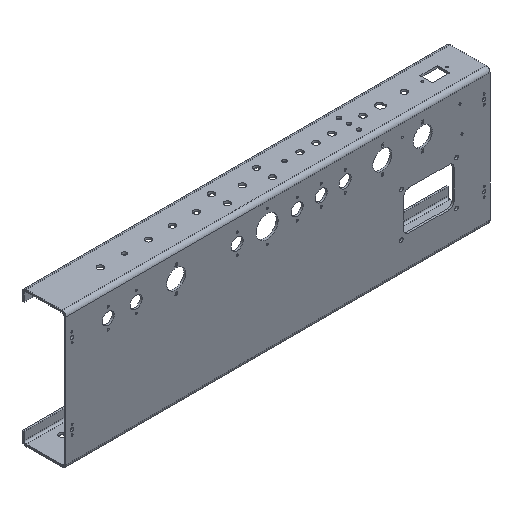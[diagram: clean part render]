
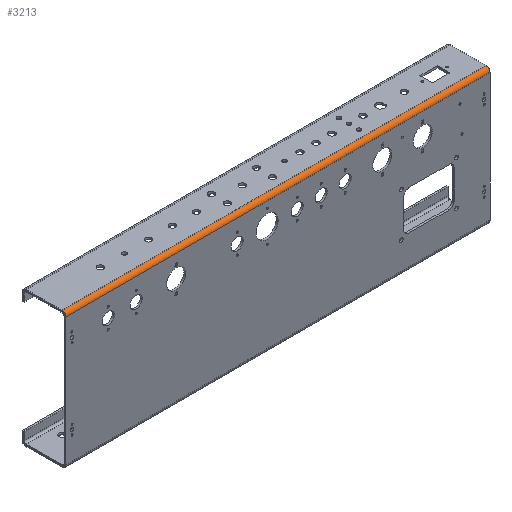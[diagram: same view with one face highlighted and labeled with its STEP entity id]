
A CAD part, isometric view. The second image highlights one B-rep face of the part: STEP entity #3213.
In plain terms, the highlighted cylindrical face has radius 6.35 mm (diameter 12.7 mm), a partial arc.
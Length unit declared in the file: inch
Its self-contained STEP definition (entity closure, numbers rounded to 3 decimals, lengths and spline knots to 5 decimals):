
#466=CIRCLE('',#3587,0.25);
#467=CIRCLE('',#3588,0.25);
#567=CYLINDRICAL_SURFACE('',#3586,0.25);
#724=FACE_OUTER_BOUND('',#1014,.T.);
#1014=EDGE_LOOP('',(#2730,#2731,#2732,#2733));
#1344=LINE('',#5325,#1532);
#1345=LINE('',#5329,#1533);
#1532=VECTOR('',#4464,0.3937);
#1533=VECTOR('',#4467,0.3937);
#1829=VERTEX_POINT('',#5299);
#1831=VERTEX_POINT('',#5307);
#1836=VERTEX_POINT('',#5326);
#1837=VERTEX_POINT('',#5328);
#2204=EDGE_CURVE('',#1829,#1831,#1344,.T.);
#2205=EDGE_CURVE('',#1836,#1829,#466,.T.);
#2206=EDGE_CURVE('',#1837,#1836,#1345,.T.);
#2207=EDGE_CURVE('',#1831,#1837,#467,.T.);
#2730=ORIENTED_EDGE('',*,*,#2204,.F.);
#2731=ORIENTED_EDGE('',*,*,#2205,.F.);
#2732=ORIENTED_EDGE('',*,*,#2206,.F.);
#2733=ORIENTED_EDGE('',*,*,#2207,.F.);
#3213=ADVANCED_FACE('',(#724),#567,.T.);
#3586=AXIS2_PLACEMENT_3D('',#5324,#4462,#4463);
#3587=AXIS2_PLACEMENT_3D('',#5327,#4465,#4466);
#3588=AXIS2_PLACEMENT_3D('',#5330,#4468,#4469);
#4462=DIRECTION('center_axis',(-1.,0.,0.));
#4463=DIRECTION('ref_axis',(0.,-1.,0.));
#4464=DIRECTION('',(1.,0.,0.));
#4465=DIRECTION('center_axis',(-1.,0.,0.));
#4466=DIRECTION('ref_axis',(0.,-1.,0.));
#4467=DIRECTION('',(-1.,0.,0.));
#4468=DIRECTION('center_axis',(1.,0.,0.));
#4469=DIRECTION('ref_axis',(0.,0.,1.));
#5299=CARTESIAN_POINT('',(0.,0.25,0.));
#5307=CARTESIAN_POINT('',(26.5,0.25,0.));
#5324=CARTESIAN_POINT('Origin',(13.25,0.25,-0.25));
#5325=CARTESIAN_POINT('',(13.25,0.25,0.));
#5326=CARTESIAN_POINT('',(0.,0.,-0.25));
#5327=CARTESIAN_POINT('Origin',(0.,0.25,-0.25));
#5328=CARTESIAN_POINT('',(26.5,0.,-0.25));
#5329=CARTESIAN_POINT('',(19.875,0.,-0.25));
#5330=CARTESIAN_POINT('Origin',(26.5,0.25,-0.25));
